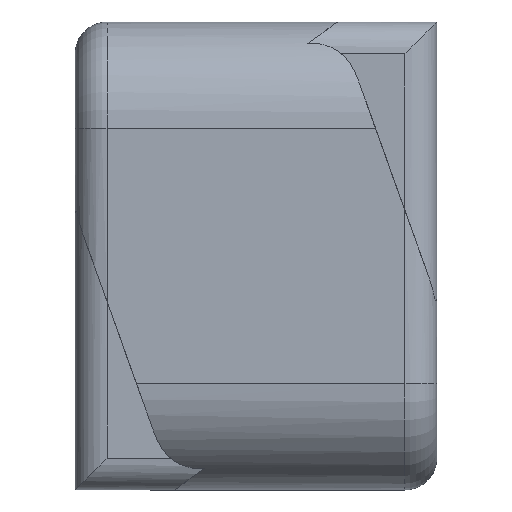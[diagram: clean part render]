
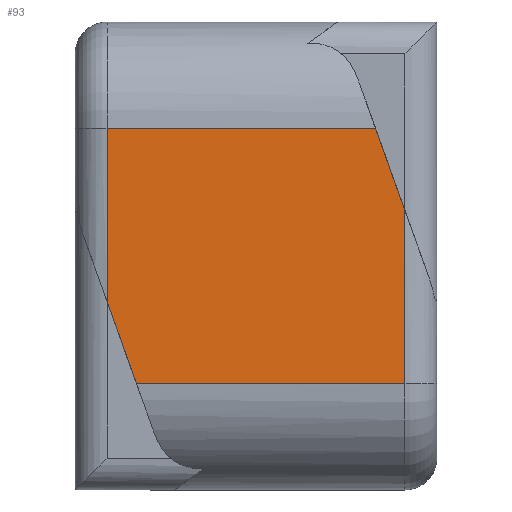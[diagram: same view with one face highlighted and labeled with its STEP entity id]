
A CAD part, front view. The second image highlights one B-rep face of the part: STEP entity #93.
In plain terms, the highlighted planar face has unit normal (0, -1, 0).
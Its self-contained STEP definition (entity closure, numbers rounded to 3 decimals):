
#3 = CARTESIAN_POINT ( 'NONE',  ( 5.618, -4., 6. ) ) ;
#15 = CARTESIAN_POINT ( 'NONE',  ( 7., -4., 0. ) ) ;
#16 = VERTEX_POINT ( 'NONE', #350 ) ;
#34 = VECTOR ( 'NONE', #132, 1000. ) ;
#41 = ORIENTED_EDGE ( 'NONE', *, *, #345, .T. ) ;
#62 = CARTESIAN_POINT ( 'NONE',  ( 0., -4., -6. ) ) ;
#88 = EDGE_CURVE ( 'NONE', #16, #783, #332, .T. ) ;
#93 = ADVANCED_FACE ( 'NONE', ( #502 ), #536, .F. ) ;
#97 = DIRECTION ( 'NONE',  ( 0.337, 0., -0.941 ) ) ;
#131 = EDGE_CURVE ( 'NONE', #433, #766, #348, .T. ) ;
#132 = DIRECTION ( 'NONE',  ( 1., 0., 0. ) ) ;
#228 = LINE ( 'NONE', #62, #34 ) ;
#231 = ORIENTED_EDGE ( 'NONE', *, *, #131, .T. ) ;
#235 = EDGE_CURVE ( 'NONE', #290, #416, #228, .T. ) ;
#248 = VECTOR ( 'NONE', #304, 1000. ) ;
#290 = VERTEX_POINT ( 'NONE', #315 ) ;
#304 = DIRECTION ( 'NONE',  ( 0., 0., 1. ) ) ;
#305 = CARTESIAN_POINT ( 'NONE',  ( 0., -4., 6. ) ) ;
#315 = CARTESIAN_POINT ( 'NONE',  ( -5.618, -4., -6. ) ) ;
#332 = LINE ( 'NONE', #538, #708 ) ;
#336 = LINE ( 'NONE', #305, #712 ) ;
#345 = EDGE_CURVE ( 'NONE', #416, #433, #415, .T. ) ;
#348 = LINE ( 'NONE', #679, #704 ) ;
#350 = CARTESIAN_POINT ( 'NONE',  ( -7., -4., 6. ) ) ;
#352 = CARTESIAN_POINT ( 'NONE',  ( -7., -4., -2.142 ) ) ;
#364 = ORIENTED_EDGE ( 'NONE', *, *, #235, .T. ) ;
#392 = DIRECTION ( 'NONE',  ( 0., 0., 1. ) ) ;
#396 = ORIENTED_EDGE ( 'NONE', *, *, #88, .T. ) ;
#415 = LINE ( 'NONE', #15, #248 ) ;
#416 = VERTEX_POINT ( 'NONE', #801 ) ;
#433 = VERTEX_POINT ( 'NONE', #814 ) ;
#434 = DIRECTION ( 'NONE',  ( 0., 1., 0. ) ) ;
#461 = ORIENTED_EDGE ( 'NONE', *, *, #867, .T. ) ;
#483 = EDGE_LOOP ( 'NONE', ( #621, #396, #461, #364, #41, #231 ) ) ;
#496 = CARTESIAN_POINT ( 'NONE',  ( 0., -4., 0. ) ) ;
#502 = FACE_OUTER_BOUND ( 'NONE', #483, .T. ) ;
#520 = DIRECTION ( 'NONE',  ( -1., 0., 0. ) ) ;
#536 = PLANE ( 'NONE',  #688 ) ;
#538 = CARTESIAN_POINT ( 'NONE',  ( -7., -4., 0. ) ) ;
#583 = CARTESIAN_POINT ( 'NONE',  ( -3.827, -4., -11. ) ) ;
#593 = DIRECTION ( 'NONE',  ( 0., 0., -1. ) ) ;
#621 = ORIENTED_EDGE ( 'NONE', *, *, #906, .T. ) ;
#679 = CARTESIAN_POINT ( 'NONE',  ( 3.827, -4., 11. ) ) ;
#688 = AXIS2_PLACEMENT_3D ( 'NONE', #496, #434, #392 ) ;
#704 = VECTOR ( 'NONE', #705, 1000. ) ;
#705 = DIRECTION ( 'NONE',  ( -0.337, 0., 0.941 ) ) ;
#708 = VECTOR ( 'NONE', #593, 1000. ) ;
#712 = VECTOR ( 'NONE', #520, 1000. ) ;
#738 = VECTOR ( 'NONE', #97, 1000. ) ;
#766 = VERTEX_POINT ( 'NONE', #3 ) ;
#767 = LINE ( 'NONE', #583, #738 ) ;
#783 = VERTEX_POINT ( 'NONE', #352 ) ;
#801 = CARTESIAN_POINT ( 'NONE',  ( 7., -4., -6. ) ) ;
#814 = CARTESIAN_POINT ( 'NONE',  ( 7., -4., 2.142 ) ) ;
#867 = EDGE_CURVE ( 'NONE', #783, #290, #767, .T. ) ;
#906 = EDGE_CURVE ( 'NONE', #766, #16, #336, .T. ) ;
